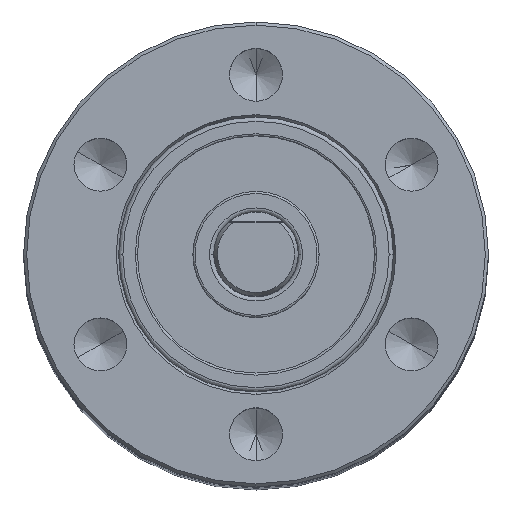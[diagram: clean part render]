
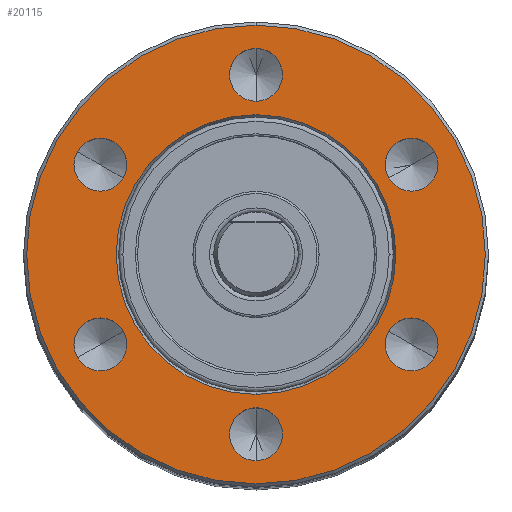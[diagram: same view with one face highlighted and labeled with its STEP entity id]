
A CAD part, top view. The second image highlights one B-rep face of the part: STEP entity #20115.
In plain terms, the highlighted planar face has unit normal (0, 0, 1).
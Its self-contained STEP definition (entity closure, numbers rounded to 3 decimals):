
#6277=CARTESIAN_POINT('',(0.,0.,79.2));
#6278=DIRECTION('',(0.,0.,1.));
#6279=DIRECTION('',(0.,1.,0.));
#6280=AXIS2_PLACEMENT_3D('',#6277,#6278,#6279);
#6282=CARTESIAN_POINT('',(0.,0.,79.2));
#6283=DIRECTION('',(0.,0.,1.));
#6284=DIRECTION('',(0.,-1.,0.));
#6285=AXIS2_PLACEMENT_3D('',#6282,#6283,#6284);
#6287=CARTESIAN_POINT('',(0.,0.,79.2));
#6288=DIRECTION('',(0.,0.,1.));
#6289=DIRECTION('',(0.,1.,0.));
#6290=AXIS2_PLACEMENT_3D('',#6287,#6288,#6289);
#6292=CARTESIAN_POINT('',(0.,0.,79.2));
#6293=DIRECTION('',(0.,0.,1.));
#6294=DIRECTION('',(0.,-1.,0.));
#6295=AXIS2_PLACEMENT_3D('',#6292,#6293,#6294);
#6297=CARTESIAN_POINT('',(0.,-8.5,79.2));
#6298=DIRECTION('',(0.,0.,1.));
#6299=DIRECTION('',(0.,1.,0.));
#6300=AXIS2_PLACEMENT_3D('',#6297,#6298,#6299);
#6302=CARTESIAN_POINT('',(0.,-8.5,79.2));
#6303=DIRECTION('',(0.,0.,1.));
#6304=DIRECTION('',(0.,-1.,0.));
#6305=AXIS2_PLACEMENT_3D('',#6302,#6303,#6304);
#6307=CARTESIAN_POINT('',(-7.361,-4.25,79.2));
#6308=DIRECTION('',(0.,0.,1.));
#6309=DIRECTION('',(0.866,0.5,0.));
#6310=AXIS2_PLACEMENT_3D('',#6307,#6308,#6309);
#6312=CARTESIAN_POINT('',(-7.361,-4.25,79.2));
#6313=DIRECTION('',(0.,0.,1.));
#6314=DIRECTION('',(-0.866,-0.5,0.));
#6315=AXIS2_PLACEMENT_3D('',#6312,#6313,#6314);
#6317=CARTESIAN_POINT('',(-7.361,4.25,79.2));
#6318=DIRECTION('',(0.,0.,1.));
#6319=DIRECTION('',(0.866,-0.5,0.));
#6320=AXIS2_PLACEMENT_3D('',#6317,#6318,#6319);
#6322=CARTESIAN_POINT('',(-7.361,4.25,79.2));
#6323=DIRECTION('',(0.,0.,1.));
#6324=DIRECTION('',(-0.866,0.5,0.));
#6325=AXIS2_PLACEMENT_3D('',#6322,#6323,#6324);
#6327=CARTESIAN_POINT('',(0.,8.5,79.2));
#6328=DIRECTION('',(0.,0.,1.));
#6329=DIRECTION('',(0.,-1.,0.));
#6330=AXIS2_PLACEMENT_3D('',#6327,#6328,#6329);
#6332=CARTESIAN_POINT('',(0.,8.5,79.2));
#6333=DIRECTION('',(0.,0.,1.));
#6334=DIRECTION('',(0.,1.,0.));
#6335=AXIS2_PLACEMENT_3D('',#6332,#6333,#6334);
#6337=CARTESIAN_POINT('',(7.361,4.25,79.2));
#6338=DIRECTION('',(0.,0.,1.));
#6339=DIRECTION('',(-0.866,-0.5,0.));
#6340=AXIS2_PLACEMENT_3D('',#6337,#6338,#6339);
#6342=CARTESIAN_POINT('',(7.361,4.25,79.2));
#6343=DIRECTION('',(0.,0.,1.));
#6344=DIRECTION('',(0.866,0.5,0.));
#6345=AXIS2_PLACEMENT_3D('',#6342,#6343,#6344);
#6347=CARTESIAN_POINT('',(7.361,-4.25,79.2));
#6348=DIRECTION('',(0.,0.,1.));
#6349=DIRECTION('',(-0.866,0.5,0.));
#6350=AXIS2_PLACEMENT_3D('',#6347,#6348,#6349);
#6352=CARTESIAN_POINT('',(7.361,-4.25,79.2));
#6353=DIRECTION('',(0.,0.,1.));
#6354=DIRECTION('',(0.866,-0.5,0.));
#6355=AXIS2_PLACEMENT_3D('',#6352,#6353,#6354);
#10760=CARTESIAN_POINT('',(0.,6.615,79.2));
#10761=CARTESIAN_POINT('',(0.,-6.615,79.2));
#10762=VERTEX_POINT('',#10760);
#10763=VERTEX_POINT('',#10761);
#10778=CARTESIAN_POINT('',(0.,-7.25,79.2));
#10779=CARTESIAN_POINT('',(0.,-9.75,79.2));
#10780=VERTEX_POINT('',#10778);
#10781=VERTEX_POINT('',#10779);
#10788=CARTESIAN_POINT('',(-6.279,-3.625,79.2));
#10789=CARTESIAN_POINT('',(-8.444,-4.875,79.2));
#10790=VERTEX_POINT('',#10788);
#10791=VERTEX_POINT('',#10789);
#10798=CARTESIAN_POINT('',(-6.279,3.625,79.2));
#10799=CARTESIAN_POINT('',(-8.444,4.875,79.2));
#10800=VERTEX_POINT('',#10798);
#10801=VERTEX_POINT('',#10799);
#10808=CARTESIAN_POINT('',(0.,7.25,79.2));
#10809=CARTESIAN_POINT('',(0.,9.75,79.2));
#10810=VERTEX_POINT('',#10808);
#10811=VERTEX_POINT('',#10809);
#10818=CARTESIAN_POINT('',(6.279,3.625,79.2));
#10819=CARTESIAN_POINT('',(8.444,4.875,79.2));
#10820=VERTEX_POINT('',#10818);
#10821=VERTEX_POINT('',#10819);
#10828=CARTESIAN_POINT('',(6.279,-3.625,79.2));
#10829=CARTESIAN_POINT('',(8.444,-4.875,79.2));
#10830=VERTEX_POINT('',#10828);
#10831=VERTEX_POINT('',#10829);
#10832=CARTESIAN_POINT('',(0.,10.85,79.2));
#10833=CARTESIAN_POINT('',(0.,-10.85,79.2));
#10834=VERTEX_POINT('',#10832);
#10835=VERTEX_POINT('',#10833);
#20063=CARTESIAN_POINT('',(0.,0.,79.2));
#20064=DIRECTION('',(0.,0.,-1.));
#20065=DIRECTION('',(0.,-1.,0.));
#20066=AXIS2_PLACEMENT_3D('',#20063,#20064,#20065);
#20067=PLANE('',#20066);
#20068=ORIENTED_EDGE('',*,*,#20053,.F.);
#20070=ORIENTED_EDGE('',*,*,#20069,.F.);
#20071=EDGE_LOOP('',(#20068,#20070));
#20072=FACE_OUTER_BOUND('',#20071,.F.);
#20074=ORIENTED_EDGE('',*,*,#20073,.T.);
#20076=ORIENTED_EDGE('',*,*,#20075,.T.);
#20077=EDGE_LOOP('',(#20074,#20076));
#20078=FACE_BOUND('',#20077,.F.);
#20080=ORIENTED_EDGE('',*,*,#20079,.T.);
#20082=ORIENTED_EDGE('',*,*,#20081,.T.);
#20083=EDGE_LOOP('',(#20080,#20082));
#20084=FACE_BOUND('',#20083,.F.);
#20086=ORIENTED_EDGE('',*,*,#20085,.T.);
#20088=ORIENTED_EDGE('',*,*,#20087,.T.);
#20089=EDGE_LOOP('',(#20086,#20088));
#20090=FACE_BOUND('',#20089,.F.);
#20092=ORIENTED_EDGE('',*,*,#20091,.T.);
#20094=ORIENTED_EDGE('',*,*,#20093,.T.);
#20095=EDGE_LOOP('',(#20092,#20094));
#20096=FACE_BOUND('',#20095,.F.);
#20098=ORIENTED_EDGE('',*,*,#20097,.T.);
#20100=ORIENTED_EDGE('',*,*,#20099,.T.);
#20101=EDGE_LOOP('',(#20098,#20100));
#20102=FACE_BOUND('',#20101,.F.);
#20104=ORIENTED_EDGE('',*,*,#20103,.T.);
#20106=ORIENTED_EDGE('',*,*,#20105,.T.);
#20107=EDGE_LOOP('',(#20104,#20106));
#20108=FACE_BOUND('',#20107,.F.);
#20110=ORIENTED_EDGE('',*,*,#20109,.T.);
#20112=ORIENTED_EDGE('',*,*,#20111,.T.);
#20113=EDGE_LOOP('',(#20110,#20112));
#20114=FACE_BOUND('',#20113,.F.);
#20115=ADVANCED_FACE('',(#20072,#20078,#20084,#20090,#20096,#20102,#20108,
#20114),#20067,.F.);
#6281=CIRCLE('',#6280,10.85);
#6286=CIRCLE('',#6285,10.85);
#6291=CIRCLE('',#6290,6.615);
#6296=CIRCLE('',#6295,6.615);
#6301=CIRCLE('',#6300,1.25);
#6306=CIRCLE('',#6305,1.25);
#6311=CIRCLE('',#6310,1.25);
#6316=CIRCLE('',#6315,1.25);
#6321=CIRCLE('',#6320,1.25);
#6326=CIRCLE('',#6325,1.25);
#6331=CIRCLE('',#6330,1.25);
#6336=CIRCLE('',#6335,1.25);
#6341=CIRCLE('',#6340,1.25);
#6346=CIRCLE('',#6345,1.25);
#6351=CIRCLE('',#6350,1.25);
#6356=CIRCLE('',#6355,1.25);
#20053=EDGE_CURVE('',#10834,#10835,#6281,.T.);
#20069=EDGE_CURVE('',#10835,#10834,#6286,.T.);
#20073=EDGE_CURVE('',#10762,#10763,#6291,.T.);
#20075=EDGE_CURVE('',#10763,#10762,#6296,.T.);
#20079=EDGE_CURVE('',#10780,#10781,#6301,.T.);
#20081=EDGE_CURVE('',#10781,#10780,#6306,.T.);
#20085=EDGE_CURVE('',#10790,#10791,#6311,.T.);
#20087=EDGE_CURVE('',#10791,#10790,#6316,.T.);
#20091=EDGE_CURVE('',#10800,#10801,#6321,.T.);
#20093=EDGE_CURVE('',#10801,#10800,#6326,.T.);
#20097=EDGE_CURVE('',#10810,#10811,#6331,.T.);
#20099=EDGE_CURVE('',#10811,#10810,#6336,.T.);
#20103=EDGE_CURVE('',#10820,#10821,#6341,.T.);
#20105=EDGE_CURVE('',#10821,#10820,#6346,.T.);
#20109=EDGE_CURVE('',#10830,#10831,#6351,.T.);
#20111=EDGE_CURVE('',#10831,#10830,#6356,.T.);
